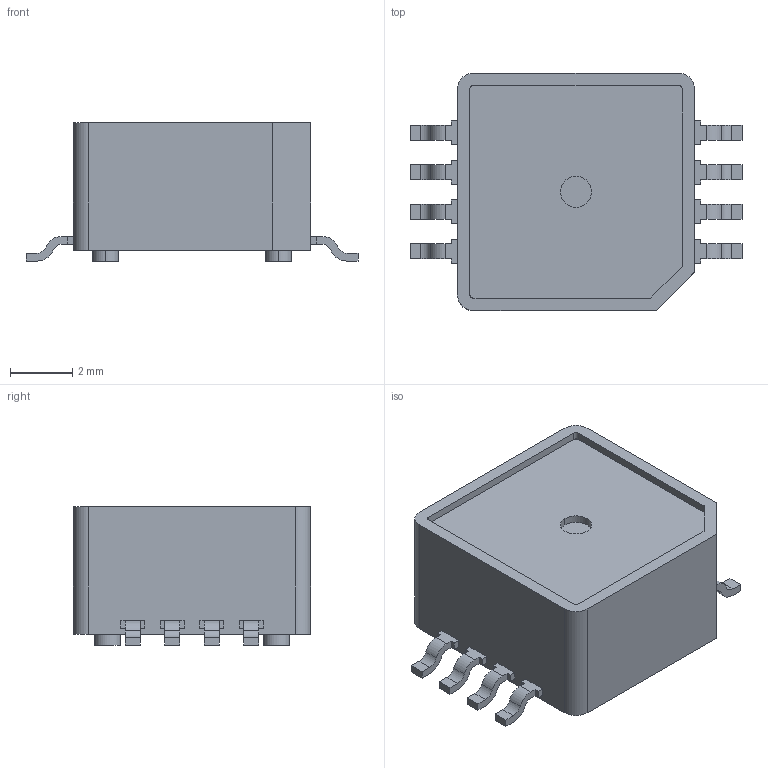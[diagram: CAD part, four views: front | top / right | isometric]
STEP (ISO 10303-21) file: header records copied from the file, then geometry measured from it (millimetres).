
FILE_DESCRIPTION(('FreeCAD Model'),'2;1');
FILE_NAME('MP3H6115A.step', '2017-03-16T16:34:00',('kicad StepUp'),('ksu MCAD'), 'Open CASCADE STEP processor 6.8','FreeCAD','Unknown');
FILE_SCHEMA(('AUTOMOTIVE_DESIGN_CC2 { 1 2 10303 214 -1 1 5 4 }'));
Length unit declared in the file: millimetre
Products named in the file (1): MP3H6115A
Bounding box: 10.67 x 7.62 x 4.45 mm (x, y, z)
Volume: 224.6 mm3; surface area: 266 mm2
Topology: 1 solids, 1 shells, 154 faces, 414 edges, 276 vertices
Faces by surface type: plane 106, cylinder 48
Entity records: 5905 total; most frequent: CARTESIAN_POINT 845, ORIENTED_EDGE 828, DIRECTION 820, EDGE_CURVE 414, LINE 318, VECTOR 318, VERTEX_POINT 276, AXIS2_PLACEMENT_3D 251
